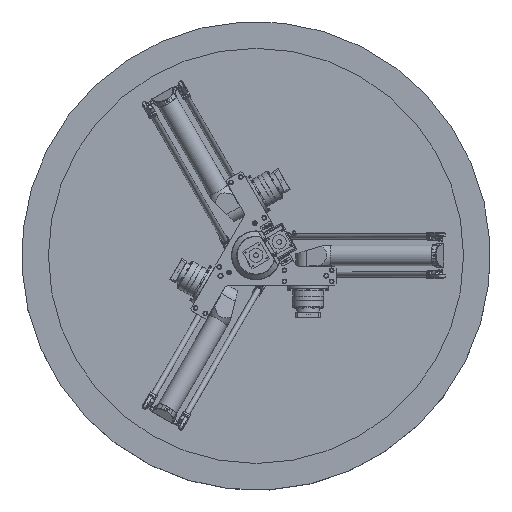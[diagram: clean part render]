
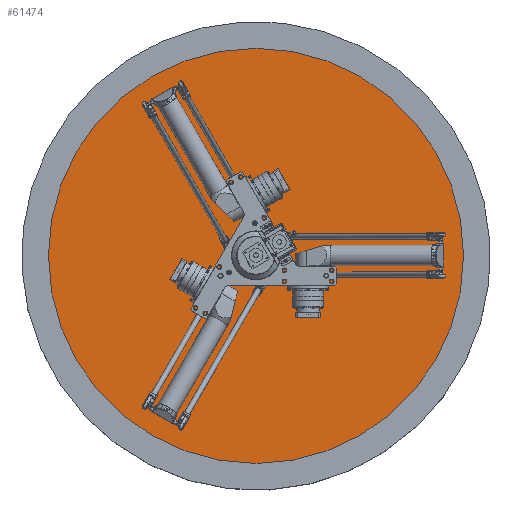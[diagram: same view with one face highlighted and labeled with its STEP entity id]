
A CAD part, top view. The second image highlights one B-rep face of the part: STEP entity #61474.
In plain terms, the highlighted face is planar.
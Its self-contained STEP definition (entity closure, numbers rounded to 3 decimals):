
#3617=PLANE('',#67204);
#7338=FACE_OUTER_BOUND('',#11269,.T.);
#11269=EDGE_LOOP('',(#49734));
#23696=CIRCLE('',#67202,597.9);
#28202=VERTEX_POINT('',#107419);
#35648=EDGE_CURVE('',#28202,#28202,#23696,.T.);
#49734=ORIENTED_EDGE('',*,*,#35648,.T.);
#61474=ADVANCED_FACE('',(#7338),#3617,.T.);
#67202=AXIS2_PLACEMENT_3D('',#107420,#80191,#80192);
#67204=AXIS2_PLACEMENT_3D('',#107424,#80196,#80197);
#80191=DIRECTION('center_axis',(0.,1.,0.));
#80192=DIRECTION('ref_axis',(-1.,0.,0.));
#80196=DIRECTION('center_axis',(0.,1.,0.));
#80197=DIRECTION('ref_axis',(0.,0.,1.));
#107419=CARTESIAN_POINT('',(597.9,250.,0.));
#107420=CARTESIAN_POINT('Origin',(0.,250.,0.));
#107424=CARTESIAN_POINT('Origin',(-298.95,250.,0.));
